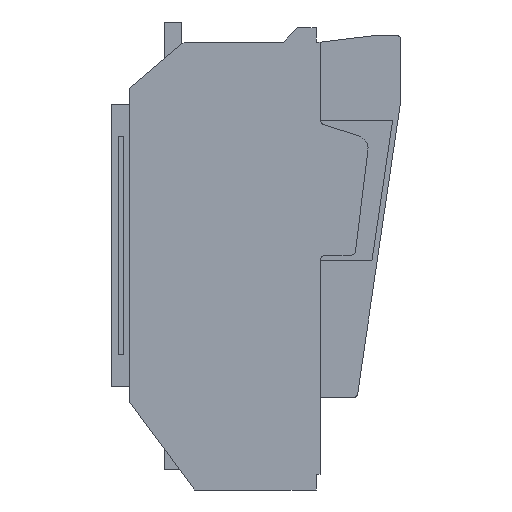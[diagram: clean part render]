
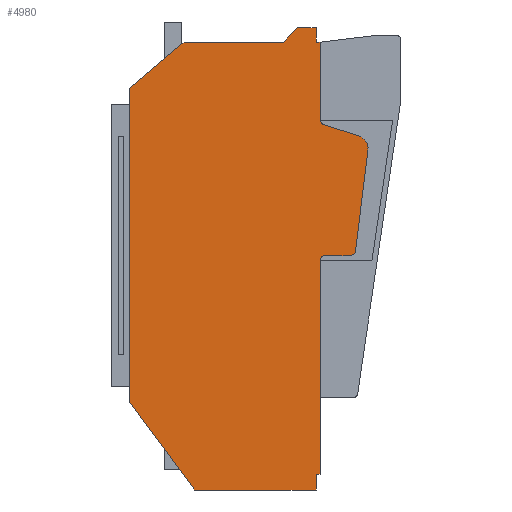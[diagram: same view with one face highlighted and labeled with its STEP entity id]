
A CAD part, front view. The second image highlights one B-rep face of the part: STEP entity #4980.
In plain terms, the highlighted planar face has unit normal (0, -1, 0).
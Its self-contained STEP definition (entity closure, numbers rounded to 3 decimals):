
#2274=AXIS2_PLACEMENT_3D('Circle Axis2P3D',#2272,#2273,$) ;
#2350=AXIS2_PLACEMENT_3D('Circle Axis2P3D',#2348,#2349,$) ;
#2435=AXIS2_PLACEMENT_3D('Circle Axis2P3D',#2433,#2434,$) ;
#2622=AXIS2_PLACEMENT_3D('Circle Axis2P3D',#2620,#2621,$) ;
#4956=AXIS2_PLACEMENT_3D('Plane Axis2P3D',#4953,#4954,#4955) ;
#406=CARTESIAN_POINT('Vertex',(14.,-162.,-119.)) ;
#409=CARTESIAN_POINT('Line Origine',(14.,-162.,0.)) ;
#413=CARTESIAN_POINT('Vertex',(14.,-162.,119.)) ;
#1002=CARTESIAN_POINT('Vertex',(63.,-162.,-185.)) ;
#1005=CARTESIAN_POINT('Line Origine',(38.5,-162.,-152.)) ;
#1029=CARTESIAN_POINT('Line Origine',(34.5,-162.,136.5)) ;
#1033=CARTESIAN_POINT('Vertex',(55.,-162.,154.)) ;
#1060=CARTESIAN_POINT('Line Origine',(92.5,-162.,154.)) ;
#1064=CARTESIAN_POINT('Vertex',(130.,-162.,154.)) ;
#1123=CARTESIAN_POINT('Vertex',(155.,-162.,154.)) ;
#1126=CARTESIAN_POINT('Line Origine',(156.5,-162.,154.)) ;
#1130=CARTESIAN_POINT('Vertex',(158.,-162.,154.)) ;
#2142=CARTESIAN_POINT('Vertex',(155.,-162.,-185.)) ;
#2145=CARTESIAN_POINT('Line Origine',(109.,-162.,-185.)) ;
#2173=CARTESIAN_POINT('Vertex',(155.,-162.,-173.)) ;
#2176=CARTESIAN_POINT('Line Origine',(155.,-162.,-179.)) ;
#2224=CARTESIAN_POINT('Vertex',(180.886,-162.,-7.5)) ;
#2227=CARTESIAN_POINT('Line Origine',(171.443,-162.,-7.5)) ;
#2231=CARTESIAN_POINT('Vertex',(162.,-162.,-7.5)) ;
#2269=CARTESIAN_POINT('Vertex',(184.857,-162.,-3.987)) ;
#2272=CARTESIAN_POINT('Axis2P3D Location',(180.886,-162.,-3.5)) ;
#2307=CARTESIAN_POINT('Vertex',(194.225,-162.,72.315)) ;
#2310=CARTESIAN_POINT('Line Origine',(189.541,-162.,34.164)) ;
#2345=CARTESIAN_POINT('Vertex',(187.39,-162.,83.044)) ;
#2348=CARTESIAN_POINT('Axis2P3D Location',(184.3,-162.,73.534)) ;
#2383=CARTESIAN_POINT('Vertex',(160.764,-162.,91.696)) ;
#2386=CARTESIAN_POINT('Line Origine',(174.077,-162.,87.37)) ;
#2430=CARTESIAN_POINT('Vertex',(158.,-162.,95.5)) ;
#2433=CARTESIAN_POINT('Axis2P3D Location',(162.,-162.,95.5)) ;
#2462=CARTESIAN_POINT('Line Origine',(158.,-162.,124.75)) ;
#2485=CARTESIAN_POINT('Vertex',(155.,-162.,165.)) ;
#2488=CARTESIAN_POINT('Line Origine',(155.,-162.,159.5)) ;
#2542=CARTESIAN_POINT('Vertex',(141.,-162.,165.)) ;
#2545=CARTESIAN_POINT('Line Origine',(148.,-162.,165.)) ;
#2574=CARTESIAN_POINT('Line Origine',(135.5,-162.,159.5)) ;
#2620=CARTESIAN_POINT('Axis2P3D Location',(162.,-162.,-11.5)) ;
#2624=CARTESIAN_POINT('Vertex',(158.,-162.,-11.5)) ;
#4915=CARTESIAN_POINT('Vertex',(158.,-162.,-173.)) ;
#4918=CARTESIAN_POINT('Line Origine',(156.5,-162.,-173.)) ;
#4932=CARTESIAN_POINT('Line Origine',(158.,-162.,-92.25)) ;
#4953=CARTESIAN_POINT('Axis2P3D Location',(0.,-162.,0.)) ;
#410=DIRECTION('Vector Direction',(0.,0.,1.)) ;
#1006=DIRECTION('Vector Direction',(-0.596,0.,0.803)) ;
#1030=DIRECTION('Vector Direction',(0.761,0.,0.649)) ;
#1061=DIRECTION('Vector Direction',(1.,0.,0.)) ;
#1127=DIRECTION('Vector Direction',(1.,0.,0.)) ;
#2146=DIRECTION('Vector Direction',(-1.,0.,0.)) ;
#2177=DIRECTION('Vector Direction',(0.,0.,-1.)) ;
#2228=DIRECTION('Vector Direction',(1.,0.,0.)) ;
#2273=DIRECTION('Axis2P3D Direction',(0.,-1.,0.)) ;
#2311=DIRECTION('Vector Direction',(0.122,0.,0.993)) ;
#2349=DIRECTION('Axis2P3D Direction',(0.,-1.,0.)) ;
#2387=DIRECTION('Vector Direction',(-0.951,0.,0.309)) ;
#2434=DIRECTION('Axis2P3D Direction',(0.,-1.,0.)) ;
#2463=DIRECTION('Vector Direction',(0.,0.,-1.)) ;
#2489=DIRECTION('Vector Direction',(0.,0.,-1.)) ;
#2546=DIRECTION('Vector Direction',(1.,0.,0.)) ;
#2575=DIRECTION('Vector Direction',(0.707,0.,0.707)) ;
#2621=DIRECTION('Axis2P3D Direction',(0.,-1.,0.)) ;
#4919=DIRECTION('Vector Direction',(-1.,0.,0.)) ;
#4933=DIRECTION('Vector Direction',(0.,0.,-1.)) ;
#4954=DIRECTION('Axis2P3D Direction',(0.,-1.,0.)) ;
#4955=DIRECTION('Axis2P3D XDirection',(0.,0.,-1.)) ;
#411=VECTOR('Line Direction',#410,1.) ;
#1007=VECTOR('Line Direction',#1006,1.) ;
#1031=VECTOR('Line Direction',#1030,1.) ;
#1062=VECTOR('Line Direction',#1061,1.) ;
#1128=VECTOR('Line Direction',#1127,1.) ;
#2147=VECTOR('Line Direction',#2146,1.) ;
#2178=VECTOR('Line Direction',#2177,1.) ;
#2229=VECTOR('Line Direction',#2228,1.) ;
#2312=VECTOR('Line Direction',#2311,1.) ;
#2388=VECTOR('Line Direction',#2387,1.) ;
#2464=VECTOR('Line Direction',#2463,1.) ;
#2490=VECTOR('Line Direction',#2489,1.) ;
#2547=VECTOR('Line Direction',#2546,1.) ;
#2576=VECTOR('Line Direction',#2575,1.) ;
#4920=VECTOR('Line Direction',#4919,1.) ;
#4934=VECTOR('Line Direction',#4933,1.) ;
#4959=ORIENTED_EDGE('',*,*,#2233,.T.) ;
#4960=ORIENTED_EDGE('',*,*,#2276,.T.) ;
#4961=ORIENTED_EDGE('',*,*,#2314,.T.) ;
#4962=ORIENTED_EDGE('',*,*,#2352,.T.) ;
#4963=ORIENTED_EDGE('',*,*,#2390,.T.) ;
#4964=ORIENTED_EDGE('',*,*,#2437,.T.) ;
#4965=ORIENTED_EDGE('',*,*,#2466,.T.) ;
#4966=ORIENTED_EDGE('',*,*,#1132,.T.) ;
#4967=ORIENTED_EDGE('',*,*,#2492,.T.) ;
#4968=ORIENTED_EDGE('',*,*,#2549,.T.) ;
#4969=ORIENTED_EDGE('',*,*,#2578,.T.) ;
#4970=ORIENTED_EDGE('',*,*,#1066,.T.) ;
#4971=ORIENTED_EDGE('',*,*,#1035,.T.) ;
#4972=ORIENTED_EDGE('',*,*,#415,.T.) ;
#4973=ORIENTED_EDGE('',*,*,#1009,.T.) ;
#4974=ORIENTED_EDGE('',*,*,#2149,.T.) ;
#4975=ORIENTED_EDGE('',*,*,#2180,.T.) ;
#4976=ORIENTED_EDGE('',*,*,#4922,.T.) ;
#4977=ORIENTED_EDGE('',*,*,#4936,.T.) ;
#4978=ORIENTED_EDGE('',*,*,#2626,.T.) ;
#4980=ADVANCED_FACE('Hauptkoerper nicht benutzen',(#4979),#4957,.T.) ;
#2275=CIRCLE('generated circle',#2274,4.) ;
#2351=CIRCLE('generated circle',#2350,10.) ;
#2436=CIRCLE('generated circle',#2435,4.) ;
#2623=CIRCLE('generated circle',#2622,4.) ;
#415=EDGE_CURVE('',#414,#407,#412,.F.) ;
#1009=EDGE_CURVE('',#407,#1003,#1008,.F.) ;
#1035=EDGE_CURVE('',#1034,#414,#1032,.F.) ;
#1066=EDGE_CURVE('',#1065,#1034,#1063,.F.) ;
#1132=EDGE_CURVE('',#1131,#1124,#1129,.F.) ;
#2149=EDGE_CURVE('',#1003,#2143,#2148,.F.) ;
#2180=EDGE_CURVE('',#2143,#2174,#2179,.F.) ;
#2233=EDGE_CURVE('',#2232,#2225,#2230,.T.) ;
#2276=EDGE_CURVE('',#2225,#2270,#2275,.T.) ;
#2314=EDGE_CURVE('',#2270,#2308,#2313,.T.) ;
#2352=EDGE_CURVE('',#2308,#2346,#2351,.T.) ;
#2390=EDGE_CURVE('',#2346,#2384,#2389,.T.) ;
#2437=EDGE_CURVE('',#2384,#2431,#2436,.F.) ;
#2466=EDGE_CURVE('',#2431,#1131,#2465,.F.) ;
#2492=EDGE_CURVE('',#1124,#2486,#2491,.F.) ;
#2549=EDGE_CURVE('',#2486,#2543,#2548,.F.) ;
#2578=EDGE_CURVE('',#2543,#1065,#2577,.F.) ;
#2626=EDGE_CURVE('',#2625,#2232,#2623,.F.) ;
#4922=EDGE_CURVE('',#2174,#4916,#4921,.F.) ;
#4936=EDGE_CURVE('',#4916,#2625,#4935,.F.) ;
#4958=EDGE_LOOP('',(#4959,#4960,#4961,#4962,#4963,#4964,#4965,#4966,#4967,#4968,#4969,#4970,#4971,#4972,#4973,#4974,#4975,#4976,#4977,#4978)) ;
#4979=FACE_OUTER_BOUND('',#4958,.T.) ;
#412=LINE('Line',#409,#411) ;
#1008=LINE('Line',#1005,#1007) ;
#1032=LINE('Line',#1029,#1031) ;
#1063=LINE('Line',#1060,#1062) ;
#1129=LINE('Line',#1126,#1128) ;
#2148=LINE('Line',#2145,#2147) ;
#2179=LINE('Line',#2176,#2178) ;
#2230=LINE('Line',#2227,#2229) ;
#2313=LINE('Line',#2310,#2312) ;
#2389=LINE('Line',#2386,#2388) ;
#2465=LINE('Line',#2462,#2464) ;
#2491=LINE('Line',#2488,#2490) ;
#2548=LINE('Line',#2545,#2547) ;
#2577=LINE('Line',#2574,#2576) ;
#4921=LINE('Line',#4918,#4920) ;
#4935=LINE('Line',#4932,#4934) ;
#4957=PLANE('Plane',#4956) ;
#407=VERTEX_POINT('',#406) ;
#414=VERTEX_POINT('',#413) ;
#1003=VERTEX_POINT('',#1002) ;
#1034=VERTEX_POINT('',#1033) ;
#1065=VERTEX_POINT('',#1064) ;
#1124=VERTEX_POINT('',#1123) ;
#1131=VERTEX_POINT('',#1130) ;
#2143=VERTEX_POINT('',#2142) ;
#2174=VERTEX_POINT('',#2173) ;
#2225=VERTEX_POINT('',#2224) ;
#2232=VERTEX_POINT('',#2231) ;
#2270=VERTEX_POINT('',#2269) ;
#2308=VERTEX_POINT('',#2307) ;
#2346=VERTEX_POINT('',#2345) ;
#2384=VERTEX_POINT('',#2383) ;
#2431=VERTEX_POINT('',#2430) ;
#2486=VERTEX_POINT('',#2485) ;
#2543=VERTEX_POINT('',#2542) ;
#2625=VERTEX_POINT('',#2624) ;
#4916=VERTEX_POINT('',#4915) ;
